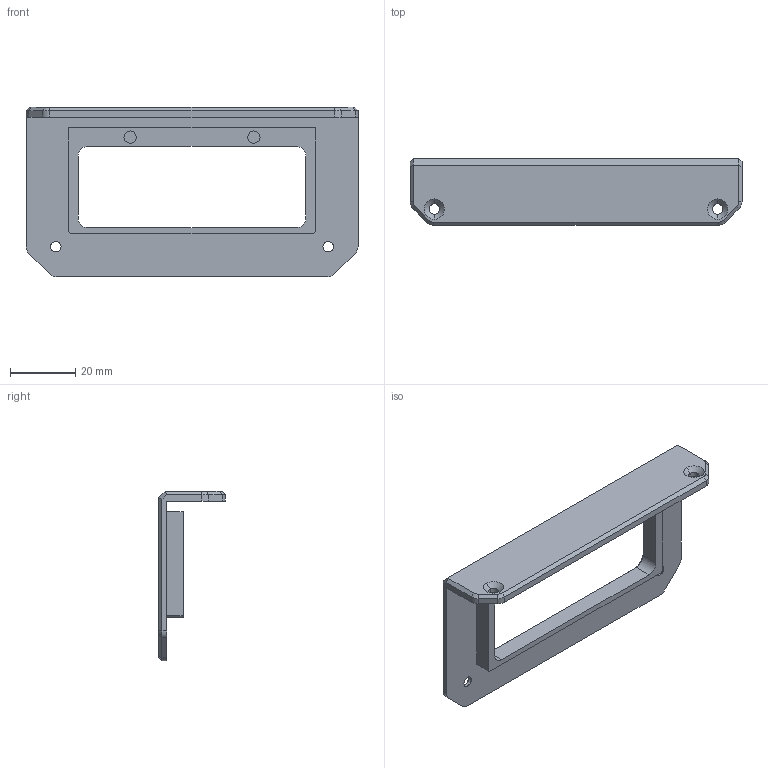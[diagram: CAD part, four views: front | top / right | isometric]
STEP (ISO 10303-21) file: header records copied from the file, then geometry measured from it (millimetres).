
FILE_DESCRIPTION(('FreeCAD Model'),'2;1');
FILE_NAME('2_black_handle_up.stp','2021-01-19T21:42:14',('Author'),(''), 'Open CASCADE STEP processor 7.3','FreeCAD','Unknown');
FILE_SCHEMA(('AUTOMOTIVE_DESIGN { 1 0 10303 214 1 1 1 1 }'));
Length unit declared in the file: millimetre
Products named in the file (1): handle_2_color001
Bounding box: 102 x 20.5 x 52 mm (x, y, z)
Volume: 16707.9 mm3; surface area: 13375.1 mm2
Topology: 1 solids, 1 shells, 98 faces, 231 edges, 138 vertices
Faces by surface type: revolution 54, bspline 44
Entity records: 6443 total; most frequent: CARTESIAN_POINT 2506, ORIENTED_EDGE 462, PCURVE 462, DEFINITIONAL_REPRESENTATION 462, B_SPLINE_CURVE_WITH_KNOTS 462, DIRECTION 421, EDGE_CURVE 231, SURFACE_CURVE 231
